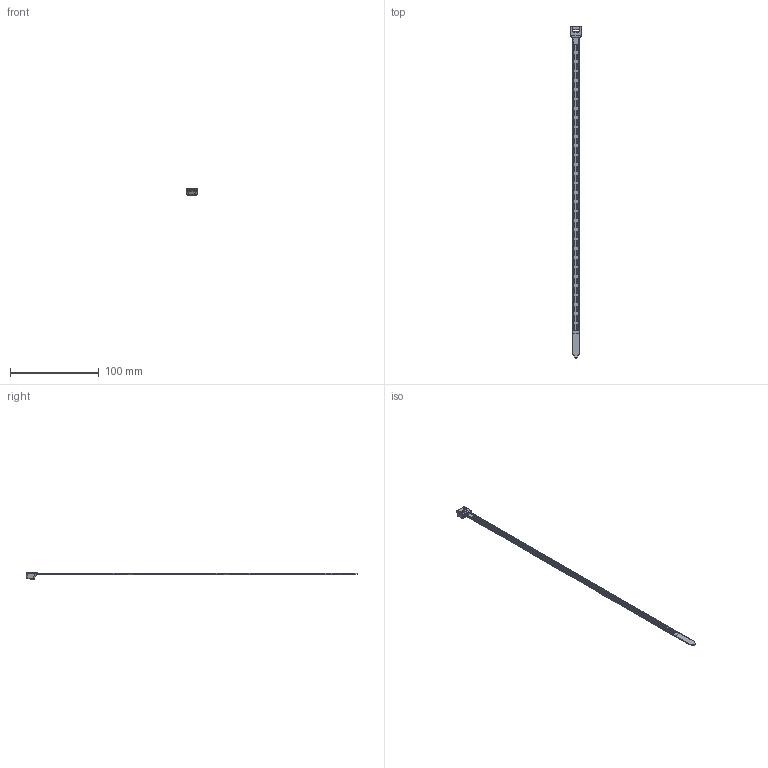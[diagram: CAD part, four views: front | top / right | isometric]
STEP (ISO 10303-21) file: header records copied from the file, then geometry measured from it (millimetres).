
FILE_DESCRIPTION(/* description */ (''),/* implementation_level */ '2;1');
FILE_NAME(/* name */ 'PLT4HF_147.stp',/* time_stamp */ '2023-06-15T17:17:10-05:00',/* author */ (''),/* organization */ (''),/* preprocessor_version */ 'ST-DEVELOPER v16.7',/* originating_system */ 'SIEMENS PLM Software NX 1926',/* authorisation */ '');
FILE_SCHEMA (('AP203_CONFIGURATION_CONTROLLED_3D_DESIGN_OF_MECHANICAL_PARTS_AND_ASSEMBLIES_MIM_LF { 1 0 10303 403 2 1 2}'));
Products named in the file (1): BWG5AFC462Fbdp1
Bounding box: 12.45 x 373.46 x 7.51 mm (x, y, z)
Volume: 4872.6 mm3; surface area: 11630.8 mm2
Topology: 3 solids, 3 shells, 2981 faces, 8101 edges, 5133 vertices
Faces by surface type: plane 1808, cylinder 1095, bspline 62, torus 9, sphere 4, extrusion 2, cone 1
Full cylindrical faces by diameter (mm): 1.981 x2, 4.76 x4
Entity records: 97731 total; most frequent: CARTESIAN_POINT 17841, DIRECTION 16677, ORIENTED_EDGE 16174, EDGE_CURVE 8087, AXIS2_PLACEMENT_3D 5802, VERTEX_POINT 5131, VECTOR 5073, LINE 5071
